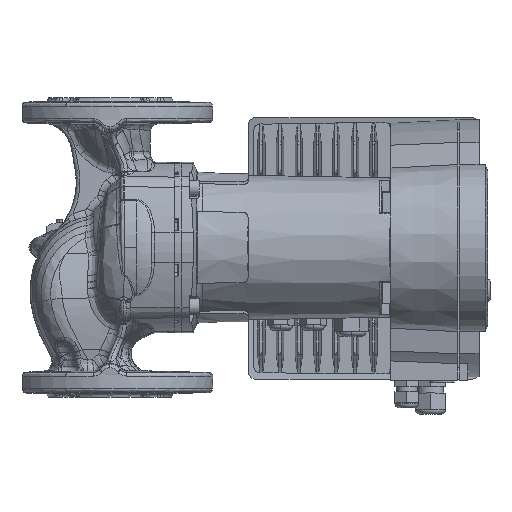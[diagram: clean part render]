
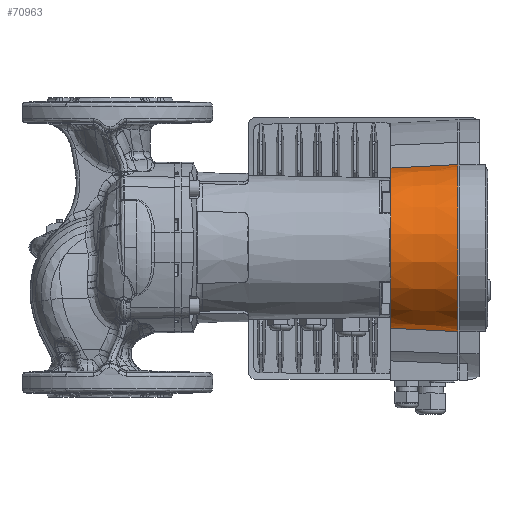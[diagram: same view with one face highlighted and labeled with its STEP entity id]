
A CAD part, top view. The second image highlights one B-rep face of the part: STEP entity #70963.
In plain terms, the highlighted conical face has half-angle 3 degrees and reference radius 67 mm.
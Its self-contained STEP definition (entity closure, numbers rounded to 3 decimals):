
#20627 = LINE ( 'NONE', #20633, #22392 ) ;
#20633 = CARTESIAN_POINT ( 'NONE',  ( 264.5, -67., -265.501 ) ) ;
#20635 = DIRECTION ( 'NONE',  ( 0.999, -0.052, 0. ) ) ;
#20864 = CARTESIAN_POINT ( 'NONE',  ( 232.365, -65.316, -264.794 ) ) ;
#20869 = CARTESIAN_POINT ( 'NONE',  ( 248.432, -66.146, -264.085 ) ) ;
#20883 = CARTESIAN_POINT ( 'NONE',  ( 216.298, -64.474, -265.501 ) ) ;
#20886 = CARTESIAN_POINT ( 'NONE',  ( 264.5, -66.966, -263.375 ) ) ;
#22392 = VECTOR ( 'NONE', #20635, 1000. ) ;
#22714 = CIRCLE ( 'NONE', #22722, 64.17 ) ;
#22722 = AXIS2_PLACEMENT_3D ( 'NONE', #24722, #24723, #24724 ) ;
#22836 = CIRCLE ( 'NONE', #22842, 67. ) ;
#22842 = AXIS2_PLACEMENT_3D ( 'NONE', #24799, #24800, #24801 ) ;
#22890 = VECTOR ( 'NONE', #24881, 1000. ) ;
#24722 = CARTESIAN_POINT ( 'NONE',  ( 210.5, 0., -265.501 ) ) ;
#24723 = DIRECTION ( 'NONE',  ( 1., 0., 0. ) ) ;
#24724 = DIRECTION ( 'NONE',  ( 0., -1., 0. ) ) ;
#24751 = CARTESIAN_POINT ( 'NONE',  ( 232.365, 65.316, -264.794 ) ) ;
#24752 = CARTESIAN_POINT ( 'NONE',  ( 248.432, 66.146, -264.085 ) ) ;
#24756 = CARTESIAN_POINT ( 'NONE',  ( 216.298, 64.474, -265.501 ) ) ;
#24757 = CARTESIAN_POINT ( 'NONE',  ( 264.5, 66.966, -263.375 ) ) ;
#24799 = CARTESIAN_POINT ( 'NONE',  ( 264.5, 0., -265.501 ) ) ;
#24800 = DIRECTION ( 'NONE',  ( 1., 0., 0. ) ) ;
#24801 = DIRECTION ( 'NONE',  ( 0., -1., 0. ) ) ;
#24837 = CARTESIAN_POINT ( 'NONE',  ( 264.5, 67., -265.501 ) ) ;
#24877 = LINE ( 'NONE', #24837, #22890 ) ;
#24881 = DIRECTION ( 'NONE',  ( 0.999, 0.052, 0. ) ) ;
#34170 = CARTESIAN_POINT ( 'NONE',  ( 210.5, -64.17, -265.501 ) ) ;
#34196 = CARTESIAN_POINT ( 'NONE',  ( 210.5, 64.17, -265.501 ) ) ;
#34201 = CARTESIAN_POINT ( 'NONE',  ( 264.5, -66.966, -263.375 ) ) ;
#34203 = CARTESIAN_POINT ( 'NONE',  ( 264.5, 66.966, -263.375 ) ) ;
#34207 = CARTESIAN_POINT ( 'NONE',  ( 216.298, 64.474, -265.501 ) ) ;
#34211 = CARTESIAN_POINT ( 'NONE',  ( 216.298, -64.474, -265.501 ) ) ;
#70963 = ADVANCED_FACE ( 'NONE', ( #153625 ), #139488, .T. ) ;
#80114 = EDGE_CURVE ( 'NONE', #100734, #100782, #20627, .T. ) ;
#80149 = EDGE_CURVE ( 'NONE', #100782, #100785, #167120, .T. ) ;
#80214 = EDGE_CURVE ( 'NONE', #100765, #100734, #22714, .T. ) ;
#80231 = EDGE_CURVE ( 'NONE', #100777, #100773, #167139, .T. ) ;
#80252 = EDGE_CURVE ( 'NONE', #100773, #100785, #22836, .T. ) ;
#80272 = EDGE_CURVE ( 'NONE', #100765, #100777, #24877, .T. ) ;
#100734 = VERTEX_POINT ( 'NONE', #34170 ) ;
#100765 = VERTEX_POINT ( 'NONE', #34196 ) ;
#100773 = VERTEX_POINT ( 'NONE', #34203 ) ;
#100777 = VERTEX_POINT ( 'NONE', #34207 ) ;
#100782 = VERTEX_POINT ( 'NONE', #34211 ) ;
#100785 = VERTEX_POINT ( 'NONE', #34201 ) ;
#102736 = EDGE_LOOP ( 'NONE', ( #165226, #165221, #165214, #165208, #165202, #165196 ) ) ;
#139488 = CONICAL_SURFACE ( 'NONE', #140157, 67., 0.052 ) ;
#140157 = AXIS2_PLACEMENT_3D ( 'NONE', #153628, #153626, #153622 ) ;
#153622 = DIRECTION ( 'NONE',  ( 0., -1., 0. ) ) ;
#153625 = FACE_OUTER_BOUND ( 'NONE', #102736, .T. ) ;
#153626 = DIRECTION ( 'NONE',  ( 1., 0., 0. ) ) ;
#153628 = CARTESIAN_POINT ( 'NONE',  ( 264.5, 0., -265.501 ) ) ;
#165196 = ORIENTED_EDGE ( 'NONE', *, *, #80231, .F. ) ;
#165202 = ORIENTED_EDGE ( 'NONE', *, *, #80252, .F. ) ;
#165208 = ORIENTED_EDGE ( 'NONE', *, *, #80149, .T. ) ;
#165214 = ORIENTED_EDGE ( 'NONE', *, *, #80114, .T. ) ;
#165221 = ORIENTED_EDGE ( 'NONE', *, *, #80214, .T. ) ;
#165226 = ORIENTED_EDGE ( 'NONE', *, *, #80272, .F. ) ;
#167120 = B_SPLINE_CURVE_WITH_KNOTS ( 'NONE', 3,
 ( #20883, #20864, #20869, #20886 ),
 .UNSPECIFIED., .F., .F.,
 ( 4, 4 ),
 ( 0.006, 0.054 ),
 .UNSPECIFIED. ) ;
#167139 = B_SPLINE_CURVE_WITH_KNOTS ( 'NONE', 3,
 ( #24756, #24751, #24752, #24757 ),
 .UNSPECIFIED., .F., .F.,
 ( 4, 4 ),
 ( 0.006, 0.054 ),
 .UNSPECIFIED. ) ;
